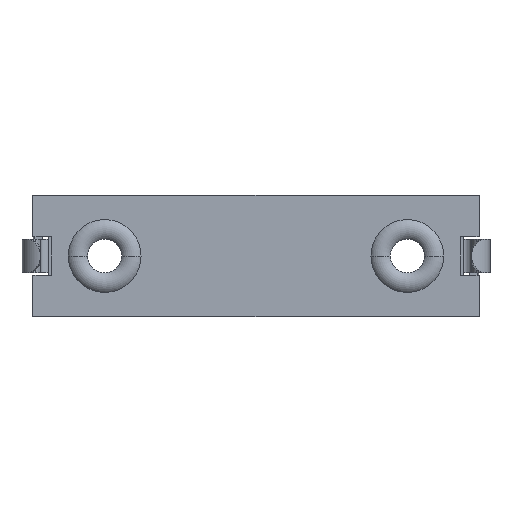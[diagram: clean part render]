
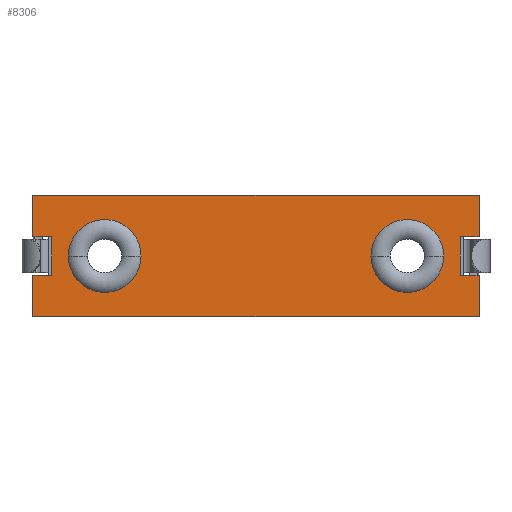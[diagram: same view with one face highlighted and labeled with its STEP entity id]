
A CAD part, front view. The second image highlights one B-rep face of the part: STEP entity #8306.
In plain terms, the highlighted planar face has unit normal (0, -1, 0).
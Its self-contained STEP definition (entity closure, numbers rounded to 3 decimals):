
#1988 = FACE_BOUND ( 'NONE', #8672, .T. ) ;
#1989 = FACE_OUTER_BOUND ( 'NONE', #8275, .T. ) ;
#1990 = FACE_BOUND ( 'NONE', #8307, .T. ) ;
#2023 = DIRECTION ( 'NONE',  ( 0., 0., 1. ) ) ;
#2024 = DIRECTION ( 'NONE',  ( 0., 1., 0. ) ) ;
#2025 = CARTESIAN_POINT ( 'NONE',  ( 13.563, -1.447, -2.082 ) ) ;
#2026 = AXIS2_PLACEMENT_3D ( 'NONE', #2025, #2024, #2023 ) ;
#2028 = PLANE ( 'NONE',  #2026 ) ;
#2412 = CARTESIAN_POINT ( 'NONE',  ( 14.554, -1.447, -2.082 ) ) ;
#2413 = CARTESIAN_POINT ( 'NONE',  ( 13.563, -1.447, -2.082 ) ) ;
#2488 = DIRECTION ( 'NONE',  ( -1., 0., 0. ) ) ;
#2489 = VECTOR ( 'NONE', #2488, 1000. ) ;
#2490 = CARTESIAN_POINT ( 'NONE',  ( 14.554, -1.447, -4.241 ) ) ;
#2496 = LINE ( 'NONE', #2490, #2489 ) ;
#2514 = DIRECTION ( 'NONE',  ( -1., 0., 0. ) ) ;
#2515 = VECTOR ( 'NONE', #2514, 1000. ) ;
#2516 = CARTESIAN_POINT ( 'NONE',  ( 14.554, -1.447, -0.05 ) ) ;
#2521 = LINE ( 'NONE', #2516, #2515 ) ;
#2528 = LINE ( 'NONE', #2595, #2594 ) ;
#2534 = CARTESIAN_POINT ( 'NONE',  ( -7.824, -1.447, -0.05 ) ) ;
#2535 = DIRECTION ( 'NONE',  ( -1., 0., 0. ) ) ;
#2536 = VECTOR ( 'NONE', #2535, 1000. ) ;
#2537 = CARTESIAN_POINT ( 'NONE',  ( -8.814, -1.447, -0.05 ) ) ;
#2538 = LINE ( 'NONE', #2537, #2536 ) ;
#2543 = CARTESIAN_POINT ( 'NONE',  ( -8.814, -1.447, -0.05 ) ) ;
#2545 = DIRECTION ( 'NONE',  ( 0., 0., 1. ) ) ;
#2546 = DIRECTION ( 'NONE',  ( 0., 1., 0. ) ) ;
#2547 = CARTESIAN_POINT ( 'NONE',  ( -5.055, -1.447, -1.066 ) ) ;
#2548 = AXIS2_PLACEMENT_3D ( 'NONE', #2547, #2546, #2545 ) ;
#2549 = CIRCLE ( 'NONE', #2548, 1.245 ) ;
#2551 = CARTESIAN_POINT ( 'NONE',  ( -8.814, -1.447, 2.109 ) ) ;
#2552 = CARTESIAN_POINT ( 'NONE',  ( 14.554, -1.447, 2.109 ) ) ;
#2553 = DIRECTION ( 'NONE',  ( 0., 0., -1. ) ) ;
#2554 = VECTOR ( 'NONE', #2553, 1000. ) ;
#2555 = CARTESIAN_POINT ( 'NONE',  ( 14.554, -1.447, -0.05 ) ) ;
#2556 = LINE ( 'NONE', #2555, #2554 ) ;
#2582 = CARTESIAN_POINT ( 'NONE',  ( -8.814, -1.447, -2.082 ) ) ;
#2583 = DIRECTION ( 'NONE',  ( 1., 0., 0. ) ) ;
#2584 = VECTOR ( 'NONE', #2583, 1000. ) ;
#2585 = CARTESIAN_POINT ( 'NONE',  ( -8.814, -1.447, -2.082 ) ) ;
#2586 = LINE ( 'NONE', #2585, #2584 ) ;
#2592 = CARTESIAN_POINT ( 'NONE',  ( -7.824, -1.447, -2.082 ) ) ;
#2593 = DIRECTION ( 'NONE',  ( 0., 0., 1. ) ) ;
#2594 = VECTOR ( 'NONE', #2593, 1000. ) ;
#2595 = CARTESIAN_POINT ( 'NONE',  ( -7.824, -1.447, -2.082 ) ) ;
#2783 = DIRECTION ( 'NONE',  ( 0., 0., -1. ) ) ;
#2784 = VECTOR ( 'NONE', #2783, 1000. ) ;
#2785 = CARTESIAN_POINT ( 'NONE',  ( 14.554, -1.447, -2.082 ) ) ;
#2790 = LINE ( 'NONE', #2785, #2784 ) ;
#3407 = DIRECTION ( 'NONE',  ( 0., 0., -1. ) ) ;
#3408 = DIRECTION ( 'NONE',  ( 0., 1., 0. ) ) ;
#3409 = AXIS2_PLACEMENT_3D ( 'NONE', #3415, #3408, #3407 ) ;
#3410 = CIRCLE ( 'NONE', #3409, 1.245 ) ;
#3415 = CARTESIAN_POINT ( 'NONE',  ( 10.795, -1.447, -1.066 ) ) ;
#3429 = CARTESIAN_POINT ( 'NONE',  ( 14.554, -1.447, -4.241 ) ) ;
#3450 = CARTESIAN_POINT ( 'NONE',  ( -8.814, -1.447, 2.109 ) ) ;
#3451 = LINE ( 'NONE', #3450, #3502 ) ;
#3456 = DIRECTION ( 'NONE',  ( 1., 0., 0. ) ) ;
#3457 = VECTOR ( 'NONE', #3456, 1000. ) ;
#3458 = CARTESIAN_POINT ( 'NONE',  ( 14.554, -1.447, 2.109 ) ) ;
#3459 = LINE ( 'NONE', #3458, #3457 ) ;
#3497 = DIRECTION ( 'NONE',  ( 1., 0., 0. ) ) ;
#3498 = VECTOR ( 'NONE', #3497, 1000. ) ;
#3499 = CARTESIAN_POINT ( 'NONE',  ( 14.554, -1.447, -2.082 ) ) ;
#3500 = LINE ( 'NONE', #3499, #3498 ) ;
#3501 = DIRECTION ( 'NONE',  ( 0., 0., 1. ) ) ;
#3502 = VECTOR ( 'NONE', #3501, 1000. ) ;
#3564 = CARTESIAN_POINT ( 'NONE',  ( 14.554, -1.447, -0.05 ) ) ;
#3565 = CARTESIAN_POINT ( 'NONE',  ( 13.563, -1.447, -0.05 ) ) ;
#3566 = DIRECTION ( 'NONE',  ( 0., 0., -1. ) ) ;
#3567 = VECTOR ( 'NONE', #3566, 1000. ) ;
#3568 = CARTESIAN_POINT ( 'NONE',  ( 13.563, -1.447, -2.082 ) ) ;
#3569 = LINE ( 'NONE', #3568, #3567 ) ;
#3570 = CARTESIAN_POINT ( 'NONE',  ( -8.814, -1.447, -4.241 ) ) ;
#3571 = DIRECTION ( 'NONE',  ( 0., 0., 1. ) ) ;
#3572 = VECTOR ( 'NONE', #3571, 1000. ) ;
#3573 = CARTESIAN_POINT ( 'NONE',  ( -8.814, -1.447, -4.241 ) ) ;
#3574 = LINE ( 'NONE', #3573, #3572 ) ;
#3594 = CARTESIAN_POINT ( 'NONE',  ( -5.055, -1.447, -2.311 ) ) ;
#3595 = DIRECTION ( 'NONE',  ( 0., 0., 1. ) ) ;
#3596 = DIRECTION ( 'NONE',  ( 0., 1., 0. ) ) ;
#3597 = CARTESIAN_POINT ( 'NONE',  ( -5.055, -1.447, -1.066 ) ) ;
#3598 = AXIS2_PLACEMENT_3D ( 'NONE', #3597, #3596, #3595 ) ;
#3599 = CIRCLE ( 'NONE', #3598, 1.245 ) ;
#4122 = CARTESIAN_POINT ( 'NONE',  ( 10.795, -1.447, -2.311 ) ) ;
#4123 = DIRECTION ( 'NONE',  ( 0., 0., -1. ) ) ;
#4124 = DIRECTION ( 'NONE',  ( 0., 1., 0. ) ) ;
#4125 = CARTESIAN_POINT ( 'NONE',  ( 10.795, -1.447, -1.066 ) ) ;
#4126 = AXIS2_PLACEMENT_3D ( 'NONE', #4125, #4124, #4123 ) ;
#4131 = CIRCLE ( 'NONE', #4126, 1.245 ) ;
#4597 = CARTESIAN_POINT ( 'NONE',  ( 10.795, -1.447, 0.179 ) ) ;
#4648 = CARTESIAN_POINT ( 'NONE',  ( -5.055, -1.447, 0.179 ) ) ;
#8275 = EDGE_LOOP ( 'NONE', ( #8706, #8744, #8747, #8409, #8700, #8704, #8421, #8425, #8430, #8435, #8404, #8497 ) ) ;
#8306 = ADVANCED_FACE ( 'NONE', ( #1990, #1989, #1988 ), #2028, .F. ) ;
#8307 = EDGE_LOOP ( 'NONE', ( #8394, #8415 ) ) ;
#8382 = VERTEX_POINT ( 'NONE', #2413 ) ;
#8383 = VERTEX_POINT ( 'NONE', #2412 ) ;
#8394 = ORIENTED_EDGE ( 'NONE', *, *, #8768, .T. ) ;
#8404 = ORIENTED_EDGE ( 'NONE', *, *, #8405, .F. ) ;
#8405 = EDGE_CURVE ( 'NONE', #8696, #8742, #2496, .T. ) ;
#8407 = EDGE_CURVE ( 'NONE', #8748, #8746, #2521, .T. ) ;
#8409 = ORIENTED_EDGE ( 'NONE', *, *, #8411, .F. ) ;
#8411 = EDGE_CURVE ( 'NONE', #8412, #8748, #2556, .T. ) ;
#8412 = VERTEX_POINT ( 'NONE', #2552 ) ;
#8413 = VERTEX_POINT ( 'NONE', #2551 ) ;
#8415 = ORIENTED_EDGE ( 'NONE', *, *, #8416, .T. ) ;
#8416 = EDGE_CURVE ( 'NONE', #9075, #8770, #2549, .T. ) ;
#8419 = VERTEX_POINT ( 'NONE', #2543 ) ;
#8421 = ORIENTED_EDGE ( 'NONE', *, *, #8422, .F. ) ;
#8422 = EDGE_CURVE ( 'NONE', #8423, #8419, #2538, .T. ) ;
#8423 = VERTEX_POINT ( 'NONE', #2534 ) ;
#8425 = ORIENTED_EDGE ( 'NONE', *, *, #8427, .F. ) ;
#8427 = EDGE_CURVE ( 'NONE', #8428, #8423, #2528, .T. ) ;
#8428 = VERTEX_POINT ( 'NONE', #2592 ) ;
#8430 = ORIENTED_EDGE ( 'NONE', *, *, #8433, .F. ) ;
#8433 = EDGE_CURVE ( 'NONE', #8434, #8428, #2586, .T. ) ;
#8434 = VERTEX_POINT ( 'NONE', #2582 ) ;
#8435 = ORIENTED_EDGE ( 'NONE', *, *, #8741, .F. ) ;
#8497 = ORIENTED_EDGE ( 'NONE', *, *, #8507, .F. ) ;
#8507 = EDGE_CURVE ( 'NONE', #8383, #8696, #2790, .T. ) ;
#8672 = EDGE_LOOP ( 'NONE', ( #8686, #8687 ) ) ;
#8686 = ORIENTED_EDGE ( 'NONE', *, *, #8923, .T. ) ;
#8687 = ORIENTED_EDGE ( 'NONE', *, *, #8688, .T. ) ;
#8688 = EDGE_CURVE ( 'NONE', #9069, #8924, #3410, .T. ) ;
#8696 = VERTEX_POINT ( 'NONE', #3429 ) ;
#8700 = ORIENTED_EDGE ( 'NONE', *, *, #8701, .F. ) ;
#8701 = EDGE_CURVE ( 'NONE', #8413, #8412, #3459, .T. ) ;
#8704 = ORIENTED_EDGE ( 'NONE', *, *, #8705, .F. ) ;
#8705 = EDGE_CURVE ( 'NONE', #8419, #8413, #3451, .T. ) ;
#8706 = ORIENTED_EDGE ( 'NONE', *, *, #8707, .F. ) ;
#8707 = EDGE_CURVE ( 'NONE', #8382, #8383, #3500, .T. ) ;
#8741 = EDGE_CURVE ( 'NONE', #8742, #8434, #3574, .T. ) ;
#8742 = VERTEX_POINT ( 'NONE', #3570 ) ;
#8744 = ORIENTED_EDGE ( 'NONE', *, *, #8745, .F. ) ;
#8745 = EDGE_CURVE ( 'NONE', #8746, #8382, #3569, .T. ) ;
#8746 = VERTEX_POINT ( 'NONE', #3565 ) ;
#8747 = ORIENTED_EDGE ( 'NONE', *, *, #8407, .F. ) ;
#8748 = VERTEX_POINT ( 'NONE', #3564 ) ;
#8768 = EDGE_CURVE ( 'NONE', #8770, #9075, #3599, .T. ) ;
#8770 = VERTEX_POINT ( 'NONE', #3594 ) ;
#8923 = EDGE_CURVE ( 'NONE', #8924, #9069, #4131, .T. ) ;
#8924 = VERTEX_POINT ( 'NONE', #4122 ) ;
#9069 = VERTEX_POINT ( 'NONE', #4597 ) ;
#9075 = VERTEX_POINT ( 'NONE', #4648 ) ;
